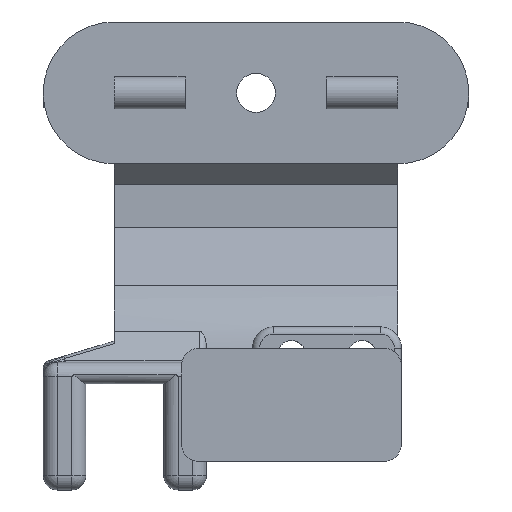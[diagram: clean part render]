
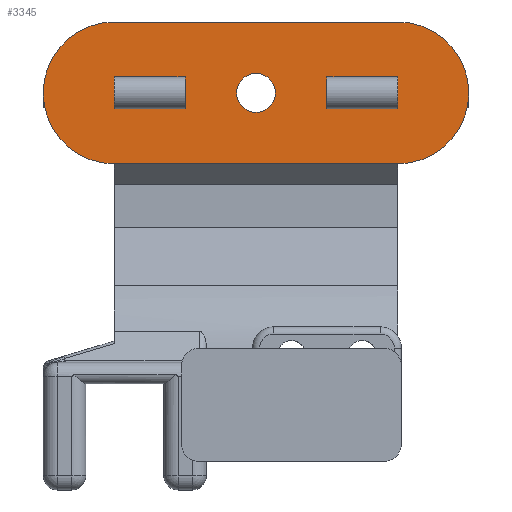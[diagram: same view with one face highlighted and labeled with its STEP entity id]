
A CAD part, front view. The second image highlights one B-rep face of the part: STEP entity #3345.
In plain terms, the highlighted planar face has unit normal (0, -1, 0).
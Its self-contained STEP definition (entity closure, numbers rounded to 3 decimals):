
#42=FACE_BOUND('',#1023,.T.);
#43=FACE_BOUND('',#1024,.T.);
#44=FACE_BOUND('',#1025,.T.);
#213=LINE('',#6586,#480);
#249=LINE('',#6820,#516);
#254=LINE('',#6835,#521);
#259=LINE('',#6846,#526);
#260=LINE('',#6851,#527);
#261=LINE('',#6857,#528);
#262=LINE('',#6858,#529);
#263=LINE('',#6861,#530);
#264=LINE('',#6862,#531);
#265=LINE('',#6863,#532);
#480=VECTOR('',#4067,10.);
#516=VECTOR('',#4185,10.);
#521=VECTOR('',#4198,10.);
#526=VECTOR('',#4209,10.);
#527=VECTOR('',#4216,10.);
#528=VECTOR('',#4223,10.);
#529=VECTOR('',#4224,10.);
#530=VECTOR('',#4225,10.);
#531=VECTOR('',#4226,10.);
#532=VECTOR('',#4227,10.);
#712=PLANE('',#3614);
#816=FACE_OUTER_BOUND('',#1022,.T.);
#1022=EDGE_LOOP('',(#2578,#2579,#2580,#2581));
#1023=EDGE_LOOP('',(#2582));
#1024=EDGE_LOOP('',(#2583,#2584,#2585,#2586));
#1025=EDGE_LOOP('',(#2587,#2588,#2589,#2590));
#1200=CIRCLE('',#3554,10.);
#1229=CIRCLE('',#3615,10.);
#1230=CIRCLE('',#3616,2.75);
#1462=VERTEX_POINT('',#6435);
#1502=VERTEX_POINT('',#6544);
#1513=VERTEX_POINT('',#6584);
#1539=VERTEX_POINT('',#6760);
#1557=VERTEX_POINT('',#6817);
#1558=VERTEX_POINT('',#6819);
#1563=VERTEX_POINT('',#6832);
#1564=VERTEX_POINT('',#6834);
#1567=VERTEX_POINT('',#6844);
#1569=VERTEX_POINT('',#6854);
#1570=VERTEX_POINT('',#6856);
#1571=VERTEX_POINT('',#6859);
#1572=VERTEX_POINT('',#6860);
#1840=EDGE_CURVE('',#1502,#1462,#1200,.T.);
#1856=EDGE_CURVE('',#1513,#1502,#213,.T.);
#1925=EDGE_CURVE('',#1558,#1557,#249,.T.);
#1932=EDGE_CURVE('',#1564,#1563,#254,.T.);
#1938=EDGE_CURVE('',#1563,#1567,#259,.T.);
#1940=EDGE_CURVE('',#1539,#1462,#260,.T.);
#1941=EDGE_CURVE('',#1539,#1513,#1229,.T.);
#1942=EDGE_CURVE('',#1569,#1569,#1230,.T.);
#1943=EDGE_CURVE('',#1567,#1570,#261,.T.);
#1944=EDGE_CURVE('',#1570,#1564,#262,.T.);
#1945=EDGE_CURVE('',#1571,#1572,#263,.T.);
#1946=EDGE_CURVE('',#1572,#1558,#264,.T.);
#1947=EDGE_CURVE('',#1557,#1571,#265,.T.);
#2578=ORIENTED_EDGE('',*,*,#1940,.T.);
#2579=ORIENTED_EDGE('',*,*,#1840,.F.);
#2580=ORIENTED_EDGE('',*,*,#1856,.F.);
#2581=ORIENTED_EDGE('',*,*,#1941,.F.);
#2582=ORIENTED_EDGE('',*,*,#1942,.F.);
#2583=ORIENTED_EDGE('',*,*,#1938,.T.);
#2584=ORIENTED_EDGE('',*,*,#1943,.T.);
#2585=ORIENTED_EDGE('',*,*,#1944,.T.);
#2586=ORIENTED_EDGE('',*,*,#1932,.T.);
#2587=ORIENTED_EDGE('',*,*,#1945,.T.);
#2588=ORIENTED_EDGE('',*,*,#1946,.T.);
#2589=ORIENTED_EDGE('',*,*,#1925,.T.);
#2590=ORIENTED_EDGE('',*,*,#1947,.T.);
#3345=ADVANCED_FACE('',(#816,#42,#43,#44),#712,.F.);
#3554=AXIS2_PLACEMENT_3D('',#6547,#4039,#4040);
#3614=AXIS2_PLACEMENT_3D('',#6852,#4217,#4218);
#3615=AXIS2_PLACEMENT_3D('',#6853,#4219,#4220);
#3616=AXIS2_PLACEMENT_3D('',#6855,#4221,#4222);
#4039=DIRECTION('center_axis',(0.,1.,0.));
#4040=DIRECTION('ref_axis',(1.,0.,0.));
#4067=DIRECTION('',(1.,0.,0.));
#4185=DIRECTION('',(0.,0.,1.));
#4198=DIRECTION('',(0.,0.,1.));
#4209=DIRECTION('',(1.,0.,0.));
#4216=DIRECTION('',(1.,0.,0.));
#4217=DIRECTION('center_axis',(0.,1.,0.));
#4218=DIRECTION('ref_axis',(1.,0.,0.));
#4219=DIRECTION('center_axis',(0.,1.,0.));
#4220=DIRECTION('ref_axis',(1.,0.,0.));
#4221=DIRECTION('center_axis',(0.,-1.,0.));
#4222=DIRECTION('ref_axis',(1.,0.,0.));
#4223=DIRECTION('',(0.,0.,-1.));
#4224=DIRECTION('',(-1.,0.,0.));
#4225=DIRECTION('',(0.,0.,-1.));
#4226=DIRECTION('',(-1.,0.,0.));
#4227=DIRECTION('',(1.,0.,0.));
#6435=CARTESIAN_POINT('',(40.,17.,-20.));
#6544=CARTESIAN_POINT('',(40.,17.,0.));
#6547=CARTESIAN_POINT('Origin',(40.,17.,-10.));
#6584=CARTESIAN_POINT('',(0.,17.,0.));
#6586=CARTESIAN_POINT('',(0.,17.,0.));
#6760=CARTESIAN_POINT('',(0.,17.,-20.));
#6817=CARTESIAN_POINT('',(30.,17.,-7.75));
#6819=CARTESIAN_POINT('',(30.,17.,-12.25));
#6820=CARTESIAN_POINT('',(30.,17.,-20.375));
#6832=CARTESIAN_POINT('',(0.,17.,-7.75));
#6834=CARTESIAN_POINT('',(0.,17.,-12.25));
#6835=CARTESIAN_POINT('',(0.,17.,-20.375));
#6844=CARTESIAN_POINT('',(10.,17.,-7.75));
#6846=CARTESIAN_POINT('',(15.,17.,-7.75));
#6851=CARTESIAN_POINT('',(30.,17.,-20.));
#6852=CARTESIAN_POINT('Origin',(20.,17.,-33.));
#6853=CARTESIAN_POINT('Origin',(0.,17.,-10.));
#6854=CARTESIAN_POINT('',(17.25,17.,-10.));
#6855=CARTESIAN_POINT('Origin',(20.,17.,-10.));
#6856=CARTESIAN_POINT('',(10.,17.,-12.25));
#6857=CARTESIAN_POINT('',(10.,17.,-22.625));
#6858=CARTESIAN_POINT('',(10.,17.,-12.25));
#6859=CARTESIAN_POINT('',(40.,17.,-7.75));
#6860=CARTESIAN_POINT('',(40.,17.,-12.25));
#6861=CARTESIAN_POINT('',(40.,17.,-22.625));
#6862=CARTESIAN_POINT('',(25.,17.,-12.25));
#6863=CARTESIAN_POINT('',(30.,17.,-7.75));
